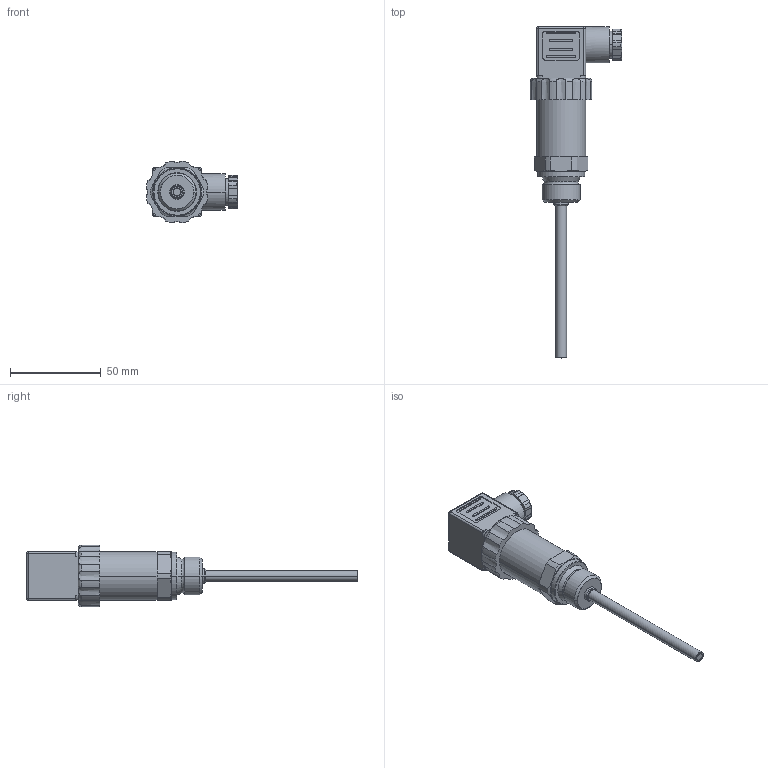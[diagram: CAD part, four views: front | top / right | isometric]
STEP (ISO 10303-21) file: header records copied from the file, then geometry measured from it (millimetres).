
FILE_DESCRIPTION((''),'2;1');
FILE_NAME('G1_2A_RECHTECK_DOSE_6X100','2022-02-21T14:45:58',('schwerb'),(''),'CREO PARAMETRIC BY PTC INC, 2020454','CREO PARAMETRIC BY PTC INC, 2020454','');
FILE_SCHEMA(('AP242_MANAGED_MODEL_BASED_3D_ENGINEERING_MIM_LF { 1 0 10303 442 1 1 4 }'));
Length unit declared in the file: millimetre
Products named in the file (1): G1_2A_RECHTECK_DOSE_6X100
Bounding box: 50.54 x 183.34 x 34.08 mm (x, y, z)
Volume: 56633.5 mm3; surface area: 25231 mm2
Topology: 2 solids, 6 shells, 605 faces, 1638 edges, 1070 vertices
Faces by surface type: bspline 605
Entity records: 22875 total; most frequent: CARTESIAN_POINT 9100, ORIENTED_EDGE 3264, DIRECTION 1999, EDGE_CURVE 1638, VECTOR 1121, LINE 1121, VERTEX_POINT 1070, EDGE_LOOP 654
